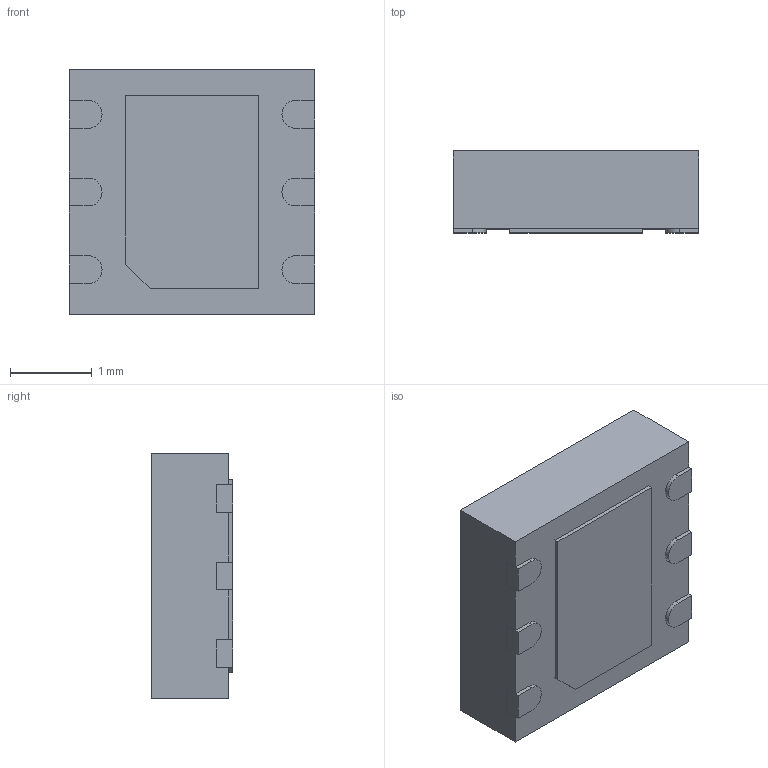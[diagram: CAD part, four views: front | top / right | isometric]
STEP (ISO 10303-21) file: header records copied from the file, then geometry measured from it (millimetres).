
FILE_DESCRIPTION (( 'STEP AP214' ), '1' );
FILE_NAME ('STBC08PMR.STEP', '2019-11-07T10:40:54', ( '' ), ( '' ), 'SwSTEP 2.0', 'SolidWorks 2017', '' );
FILE_SCHEMA (( 'AUTOMOTIVE_DESIGN' ));
Length unit declared in the file: millimetre
Products named in the file (1): STBC08PMR
Bounding box: 3 x 1 x 3 mm (x, y, z)
Volume: 8.8 mm3; surface area: 51.3 mm2
Topology: 9 solids, 9 shells, 86 faces, 201 edges, 134 vertices
Faces by surface type: plane 74, cylinder 12
Entity records: 2535 total; most frequent: CARTESIAN_POINT 422, ORIENTED_EDGE 402, DIRECTION 399, EDGE_CURVE 201, VECTOR 177, LINE 177, VERTEX_POINT 134, AXIS2_PLACEMENT_3D 111
